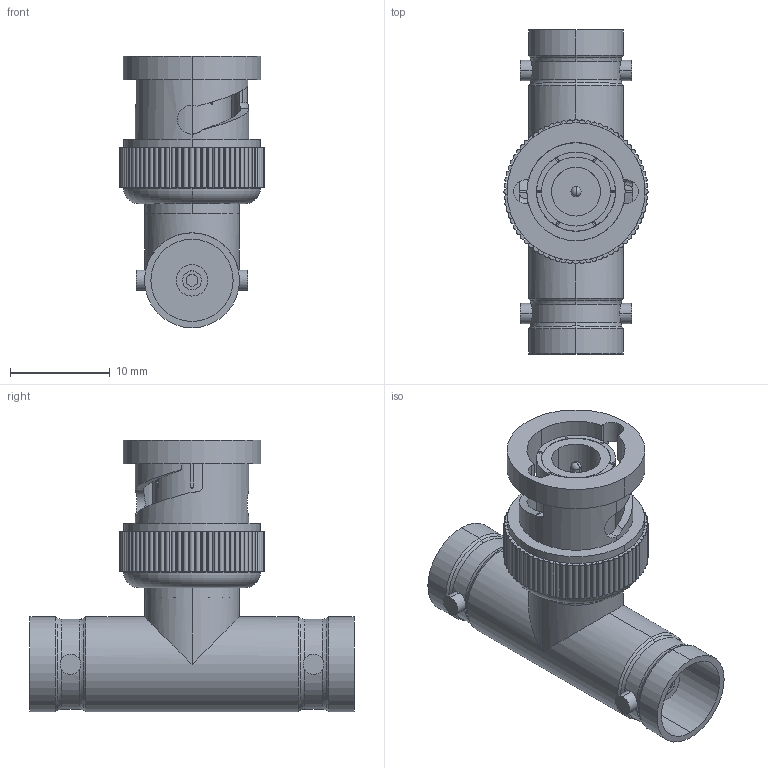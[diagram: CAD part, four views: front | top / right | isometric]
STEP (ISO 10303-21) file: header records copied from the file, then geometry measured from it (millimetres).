
FILE_DESCRIPTION (( 'STEP AP214' ), '1' );
FILE_NAME ('FMAD10071_3D.step', '2025-02-24T20:24:33', ( '' ), ( '' ), 'SwSTEP 2.0', 'SolidWorks 2022', '' );
FILE_SCHEMA (( 'AUTOMOTIVE_DESIGN' ));
Length unit declared in the file: inch
Products named in the file (3): Copy of 3AB03-002^FMAD10071_with flange; FMAD10071_3D; Copy of BA250E-MA1^FMAD10071
Assembly tree (2 placements, depth 2):
  FMAD10071_3D
    Copy of BA250E-MA1^FMAD10071
    Copy of 3AB03-002^FMAD10071_with flange
Bounding box: 14.48 x 32.51 x 27.24 mm (x, y, z)
Volume: 3019.4 mm3; surface area: 4031.2 mm2
Topology: 2 solids, 2 shells, 413 faces, 1147 edges, 751 vertices
Faces by surface type: cylinder 194, plane 191, torus 10, cone 8, bspline 8, sphere 2
Entity records: 14626 total; most frequent: CARTESIAN_POINT 3386, ORIENTED_EDGE 2286, DIRECTION 2225, EDGE_CURVE 1143, AXIS2_PLACEMENT_3D 774, VERTEX_POINT 749, LINE 677, VECTOR 677
